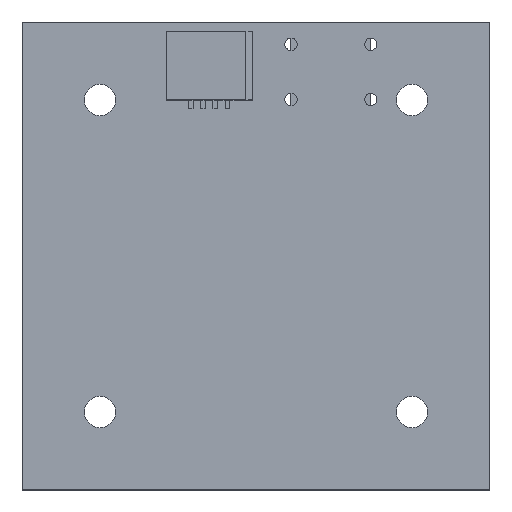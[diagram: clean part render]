
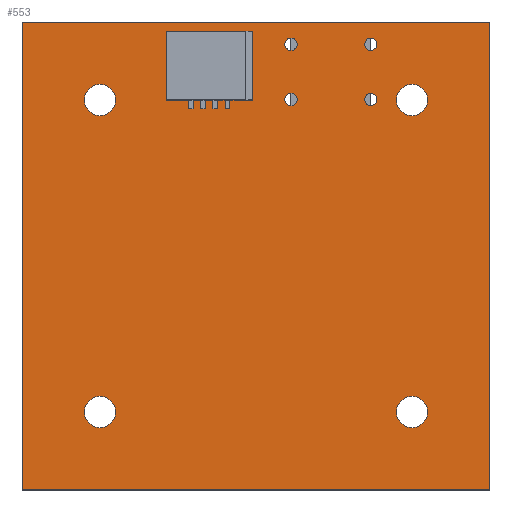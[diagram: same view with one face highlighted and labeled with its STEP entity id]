
A CAD part, top view. The second image highlights one B-rep face of the part: STEP entity #553.
In plain terms, the highlighted planar face has unit normal (0, 0, 1).
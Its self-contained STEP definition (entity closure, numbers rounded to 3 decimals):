
#136 = VERTEX_POINT('',#137);
#137 = CARTESIAN_POINT('',(0.,0.,0.411));
#143 = EDGE_CURVE('',#136,#144,#146,.T.);
#144 = VERTEX_POINT('',#145);
#145 = CARTESIAN_POINT('',(0.,38.1,0.411));
#146 = LINE('',#147,#148);
#147 = CARTESIAN_POINT('',(0.,0.,0.411));
#148 = VECTOR('',#149,1.);
#149 = DIRECTION('',(0.,1.,0.));
#174 = EDGE_CURVE('',#144,#175,#177,.T.);
#175 = VERTEX_POINT('',#176);
#176 = CARTESIAN_POINT('',(38.1,38.1,0.411));
#177 = LINE('',#178,#179);
#178 = CARTESIAN_POINT('',(0.,38.1,0.411));
#179 = VECTOR('',#180,1.);
#180 = DIRECTION('',(1.,0.,0.));
#205 = EDGE_CURVE('',#175,#206,#208,.T.);
#206 = VERTEX_POINT('',#207);
#207 = CARTESIAN_POINT('',(38.1,0.,0.411));
#208 = LINE('',#209,#210);
#209 = CARTESIAN_POINT('',(38.1,38.1,0.411));
#210 = VECTOR('',#211,1.);
#211 = DIRECTION('',(0.,-1.,0.));
#236 = EDGE_CURVE('',#206,#136,#237,.T.);
#237 = LINE('',#238,#239);
#238 = CARTESIAN_POINT('',(38.1,0.,0.411));
#239 = VECTOR('',#240,1.);
#240 = DIRECTION('',(-1.,0.,0.));
#260 = VERTEX_POINT('',#261);
#261 = CARTESIAN_POINT('',(7.62,31.75,0.411));
#267 = EDGE_CURVE('',#260,#260,#268,.T.);
#268 = CIRCLE('',#269,1.27);
#269 = AXIS2_PLACEMENT_3D('',#270,#271,#272);
#270 = CARTESIAN_POINT('',(6.35,31.75,0.411));
#271 = DIRECTION('',(0.,0.,1.));
#272 = DIRECTION('',(1.,0.,0.));
#293 = VERTEX_POINT('',#294);
#294 = CARTESIAN_POINT('',(7.62,6.35,0.411));
#300 = EDGE_CURVE('',#293,#293,#301,.T.);
#301 = CIRCLE('',#302,1.27);
#302 = AXIS2_PLACEMENT_3D('',#303,#304,#305);
#303 = CARTESIAN_POINT('',(6.35,6.35,0.411));
#304 = DIRECTION('',(0.,0.,1.));
#305 = DIRECTION('',(1.,0.,0.));
#326 = VERTEX_POINT('',#327);
#327 = CARTESIAN_POINT('',(22.396,36.286,0.411));
#333 = EDGE_CURVE('',#326,#326,#334,.T.);
#334 = CIRCLE('',#335,0.5);
#335 = AXIS2_PLACEMENT_3D('',#336,#337,#338);
#336 = CARTESIAN_POINT('',(21.896,36.286,0.411));
#337 = DIRECTION('',(0.,0.,1.));
#338 = DIRECTION('',(1.,0.,0.));
#359 = VERTEX_POINT('',#360);
#360 = CARTESIAN_POINT('',(22.396,31.786,0.411));
#366 = EDGE_CURVE('',#359,#359,#367,.T.);
#367 = CIRCLE('',#368,0.5);
#368 = AXIS2_PLACEMENT_3D('',#369,#370,#371);
#369 = CARTESIAN_POINT('',(21.896,31.786,0.411));
#370 = DIRECTION('',(0.,0.,1.));
#371 = DIRECTION('',(1.,0.,0.));
#392 = VERTEX_POINT('',#393);
#393 = CARTESIAN_POINT('',(33.02,31.75,0.411));
#399 = EDGE_CURVE('',#392,#392,#400,.T.);
#400 = CIRCLE('',#401,1.27);
#401 = AXIS2_PLACEMENT_3D('',#402,#403,#404);
#402 = CARTESIAN_POINT('',(31.75,31.75,0.411));
#403 = DIRECTION('',(0.,0.,1.));
#404 = DIRECTION('',(1.,0.,0.));
#425 = VERTEX_POINT('',#426);
#426 = CARTESIAN_POINT('',(33.02,6.35,0.411));
#432 = EDGE_CURVE('',#425,#425,#433,.T.);
#433 = CIRCLE('',#434,1.27);
#434 = AXIS2_PLACEMENT_3D('',#435,#436,#437);
#435 = CARTESIAN_POINT('',(31.75,6.35,0.411));
#436 = DIRECTION('',(0.,0.,1.));
#437 = DIRECTION('',(1.,0.,0.));
#458 = VERTEX_POINT('',#459);
#459 = CARTESIAN_POINT('',(28.896,36.286,0.411));
#465 = EDGE_CURVE('',#458,#458,#466,.T.);
#466 = CIRCLE('',#467,0.5);
#467 = AXIS2_PLACEMENT_3D('',#468,#469,#470);
#468 = CARTESIAN_POINT('',(28.396,36.286,0.411));
#469 = DIRECTION('',(0.,0.,1.));
#470 = DIRECTION('',(1.,0.,0.));
#491 = VERTEX_POINT('',#492);
#492 = CARTESIAN_POINT('',(28.896,31.786,0.411));
#498 = EDGE_CURVE('',#491,#491,#499,.T.);
#499 = CIRCLE('',#500,0.5);
#500 = AXIS2_PLACEMENT_3D('',#501,#502,#503);
#501 = CARTESIAN_POINT('',(28.396,31.786,0.411));
#502 = DIRECTION('',(0.,0.,1.));
#503 = DIRECTION('',(1.,0.,0.));
#553 = ADVANCED_FACE('',(#554,#560,#563,#566,#569,#572,#575,#578,#581),
  #584,.T.);
#554 = FACE_BOUND('',#555,.F.);
#555 = EDGE_LOOP('',(#556,#557,#558,#559));
#556 = ORIENTED_EDGE('',*,*,#143,.T.);
#557 = ORIENTED_EDGE('',*,*,#174,.T.);
#558 = ORIENTED_EDGE('',*,*,#205,.T.);
#559 = ORIENTED_EDGE('',*,*,#236,.T.);
#560 = FACE_BOUND('',#561,.T.);
#561 = EDGE_LOOP('',(#562));
#562 = ORIENTED_EDGE('',*,*,#267,.F.);
#563 = FACE_BOUND('',#564,.T.);
#564 = EDGE_LOOP('',(#565));
#565 = ORIENTED_EDGE('',*,*,#300,.F.);
#566 = FACE_BOUND('',#567,.T.);
#567 = EDGE_LOOP('',(#568));
#568 = ORIENTED_EDGE('',*,*,#333,.F.);
#569 = FACE_BOUND('',#570,.T.);
#570 = EDGE_LOOP('',(#571));
#571 = ORIENTED_EDGE('',*,*,#366,.F.);
#572 = FACE_BOUND('',#573,.T.);
#573 = EDGE_LOOP('',(#574));
#574 = ORIENTED_EDGE('',*,*,#399,.F.);
#575 = FACE_BOUND('',#576,.T.);
#576 = EDGE_LOOP('',(#577));
#577 = ORIENTED_EDGE('',*,*,#432,.F.);
#578 = FACE_BOUND('',#579,.T.);
#579 = EDGE_LOOP('',(#580));
#580 = ORIENTED_EDGE('',*,*,#465,.F.);
#581 = FACE_BOUND('',#582,.T.);
#582 = EDGE_LOOP('',(#583));
#583 = ORIENTED_EDGE('',*,*,#498,.F.);
#584 = PLANE('',#585);
#585 = AXIS2_PLACEMENT_3D('',#586,#587,#588);
#586 = CARTESIAN_POINT('',(0.,0.,0.411));
#587 = DIRECTION('',(0.,0.,1.));
#588 = DIRECTION('',(1.,0.,0.));
